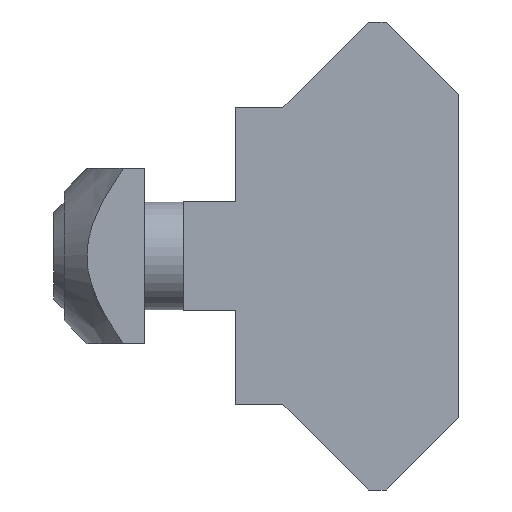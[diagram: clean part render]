
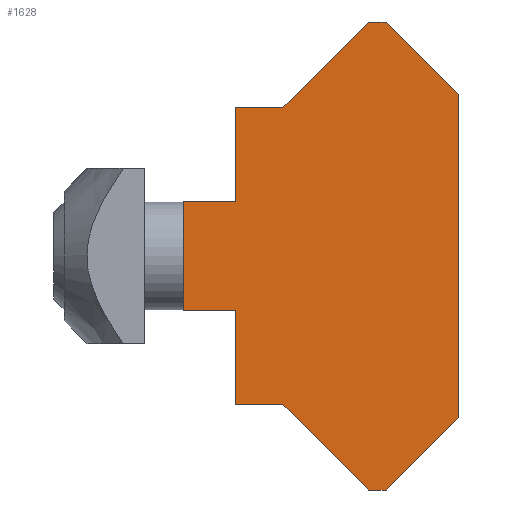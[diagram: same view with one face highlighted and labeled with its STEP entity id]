
A CAD part, left-side view. The second image highlights one B-rep face of the part: STEP entity #1628.
In plain terms, the highlighted planar face has unit normal (-1, 0, 0).
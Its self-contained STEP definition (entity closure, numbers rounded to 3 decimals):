
#121=LINE($,#2550,#235);
#131=LINE($,#2581,#245);
#133=LINE($,#2584,#247);
#140=LINE($,#2608,#254);
#141=LINE($,#2610,#255);
#142=LINE($,#2612,#256);
#143=LINE($,#2614,#257);
#144=LINE($,#2616,#258);
#145=LINE($,#2618,#259);
#146=LINE($,#2620,#260);
#147=LINE($,#2622,#261);
#148=LINE($,#2624,#262);
#149=LINE($,#2626,#263);
#150=LINE($,#2627,#264);
#235=VECTOR($,#2058,6.95);
#245=VECTOR($,#2090,8.1);
#247=VECTOR($,#2094,3.9);
#254=VECTOR($,#2121,3.5);
#255=VECTOR($,#2122,8.98);
#256=VECTOR($,#2123,1.3);
#257=VECTOR($,#2124,7.566);
#258=VECTOR($,#2125,24.);
#259=VECTOR($,#2126,7.566);
#260=VECTOR($,#2127,1.3);
#261=VECTOR($,#2128,8.98);
#262=VECTOR($,#2129,3.5);
#263=VECTOR($,#2130,6.95);
#264=VECTOR($,#2131,3.9);
#358=PLANE($,#1793);
#510=FACE_OUTER_BOUND($,#648,.T.);
#648=EDGE_LOOP($,(#1325,#1326,#1327,#1328,#1329,#1330,#1331,#1332,#1333,
#1334,#1335,#1336,#1337,#1338));
#832=VERTEX_POINT($,#2547);
#833=VERTEX_POINT($,#2549);
#842=VERTEX_POINT($,#2578);
#843=VERTEX_POINT($,#2580);
#850=VERTEX_POINT($,#2607);
#851=VERTEX_POINT($,#2609);
#852=VERTEX_POINT($,#2611);
#853=VERTEX_POINT($,#2613);
#854=VERTEX_POINT($,#2615);
#855=VERTEX_POINT($,#2617);
#856=VERTEX_POINT($,#2619);
#857=VERTEX_POINT($,#2621);
#858=VERTEX_POINT($,#2623);
#859=VERTEX_POINT($,#2625);
#999=EDGE_CURVE($,#832,#833,#121,.T.);
#1014=EDGE_CURVE($,#842,#843,#131,.T.);
#1016=EDGE_CURVE($,#833,#842,#133,.T.);
#1026=EDGE_CURVE($,#850,#832,#140,.T.);
#1027=EDGE_CURVE($,#851,#850,#141,.T.);
#1028=EDGE_CURVE($,#852,#851,#142,.T.);
#1029=EDGE_CURVE($,#853,#852,#143,.T.);
#1030=EDGE_CURVE($,#854,#853,#144,.T.);
#1031=EDGE_CURVE($,#855,#854,#145,.T.);
#1032=EDGE_CURVE($,#856,#855,#146,.T.);
#1033=EDGE_CURVE($,#857,#856,#147,.T.);
#1034=EDGE_CURVE($,#858,#857,#148,.T.);
#1035=EDGE_CURVE($,#859,#858,#149,.T.);
#1036=EDGE_CURVE($,#843,#859,#150,.T.);
#1325=ORIENTED_EDGE($,*,*,#1016,.F.);
#1326=ORIENTED_EDGE($,*,*,#999,.F.);
#1327=ORIENTED_EDGE($,*,*,#1026,.F.);
#1328=ORIENTED_EDGE($,*,*,#1027,.F.);
#1329=ORIENTED_EDGE($,*,*,#1028,.F.);
#1330=ORIENTED_EDGE($,*,*,#1029,.F.);
#1331=ORIENTED_EDGE($,*,*,#1030,.F.);
#1332=ORIENTED_EDGE($,*,*,#1031,.F.);
#1333=ORIENTED_EDGE($,*,*,#1032,.F.);
#1334=ORIENTED_EDGE($,*,*,#1033,.F.);
#1335=ORIENTED_EDGE($,*,*,#1034,.F.);
#1336=ORIENTED_EDGE($,*,*,#1035,.F.);
#1337=ORIENTED_EDGE($,*,*,#1036,.F.);
#1338=ORIENTED_EDGE($,*,*,#1014,.F.);
#1628=ADVANCED_FACE($,(#510),#358,.F.);
#1793=AXIS2_PLACEMENT_3D($,#2606,#2119,#2120);
#2058=DIRECTION($,(0.,0.,1.));
#2090=DIRECTION($,(0.,0.,1.));
#2094=DIRECTION($,(0.,1.,0.));
#2119=DIRECTION('center_axis',(1.,0.,0.));
#2120=DIRECTION('ref_axis',(0.,0.,1.));
#2121=DIRECTION($,(0.,1.,0.));
#2122=DIRECTION($,(0.,0.707,0.707));
#2123=DIRECTION($,(0.,1.,0.));
#2124=DIRECTION($,(0.,0.707,-0.707));
#2125=DIRECTION($,(0.,0.,-1.));
#2126=DIRECTION($,(0.,-0.707,-0.707));
#2127=DIRECTION($,(0.,-1.,0.));
#2128=DIRECTION($,(0.,-0.707,0.707));
#2129=DIRECTION($,(0.,-1.,0.));
#2130=DIRECTION($,(0.,0.,1.));
#2131=DIRECTION($,(0.,-1.,0.));
#2547=CARTESIAN_POINT('',(-35.,0.,-11.));
#2549=CARTESIAN_POINT('',(-35.,0.,-4.05));
#2550=CARTESIAN_POINT($,(-35.,0.,-11.));
#2578=CARTESIAN_POINT('',(-35.,3.9,-4.05));
#2580=CARTESIAN_POINT('',(-35.,3.9,4.05));
#2581=CARTESIAN_POINT($,(-35.,3.9,-4.05));
#2584=CARTESIAN_POINT($,(-35.,0.,-4.05));
#2606=CARTESIAN_POINT('Origin',(-35.,-7.439,0.));
#2607=CARTESIAN_POINT('',(-35.,-3.5,-11.));
#2608=CARTESIAN_POINT($,(-35.,-3.5,-11.));
#2609=CARTESIAN_POINT('',(-35.,-9.85,-17.35));
#2610=CARTESIAN_POINT($,(-35.,-9.85,-17.35));
#2611=CARTESIAN_POINT('',(-35.,-11.15,-17.35));
#2612=CARTESIAN_POINT($,(-35.,-11.15,-17.35));
#2613=CARTESIAN_POINT('',(-35.,-16.5,-12.));
#2614=CARTESIAN_POINT($,(-35.,-16.5,-12.));
#2615=CARTESIAN_POINT('',(-35.,-16.5,12.));
#2616=CARTESIAN_POINT($,(-35.,-16.5,12.));
#2617=CARTESIAN_POINT('',(-35.,-11.15,17.35));
#2618=CARTESIAN_POINT($,(-35.,-11.15,17.35));
#2619=CARTESIAN_POINT('',(-35.,-9.85,17.35));
#2620=CARTESIAN_POINT($,(-35.,-9.85,17.35));
#2621=CARTESIAN_POINT('',(-35.,-3.5,11.));
#2622=CARTESIAN_POINT($,(-35.,-3.5,11.));
#2623=CARTESIAN_POINT('',(-35.,0.,11.));
#2624=CARTESIAN_POINT($,(-35.,0.,11.));
#2625=CARTESIAN_POINT('',(-35.,0.,4.05));
#2626=CARTESIAN_POINT($,(-35.,0.,4.05));
#2627=CARTESIAN_POINT($,(-35.,3.9,4.05));
